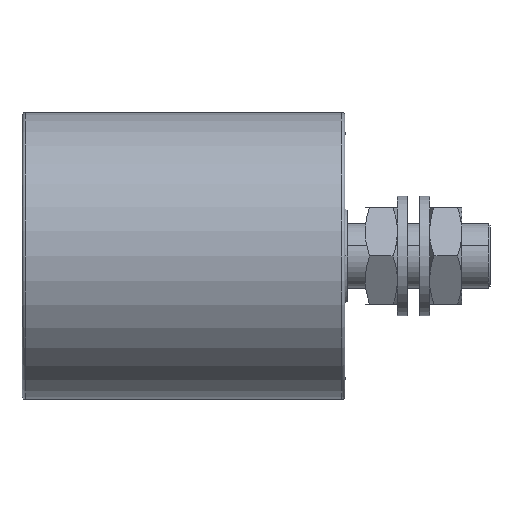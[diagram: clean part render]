
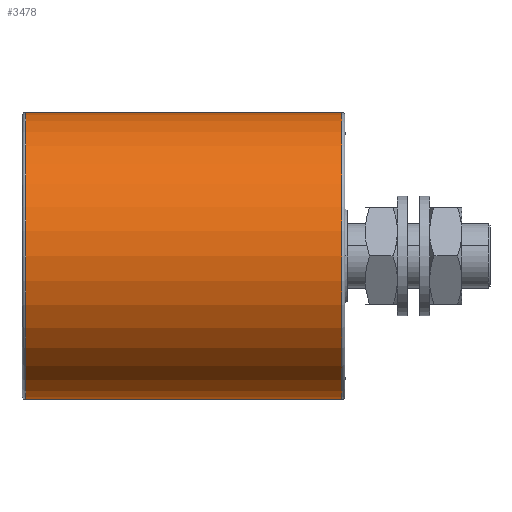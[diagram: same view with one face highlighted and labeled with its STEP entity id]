
A CAD part, front view. The second image highlights one B-rep face of the part: STEP entity #3478.
In plain terms, the highlighted cylindrical face has radius 44.5 mm (diameter 89 mm), a partial arc.
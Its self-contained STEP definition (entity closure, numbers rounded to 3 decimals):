
#212 = ORIENTED_EDGE ( 'NONE', *, *, #2146, .F. ) ;
#244 = DIRECTION ( 'NONE',  ( 0., 0., -1. ) ) ;
#303 = ORIENTED_EDGE ( 'NONE', *, *, #851, .T. ) ;
#345 = CYLINDRICAL_SURFACE ( 'NONE', #1757, 44.5 ) ;
#471 = CARTESIAN_POINT ( 'NONE',  ( 99., 0., -44.5 ) ) ;
#538 = VERTEX_POINT ( 'NONE', #1885 ) ;
#683 = DIRECTION ( 'NONE',  ( -1., 0., 0. ) ) ;
#695 = DIRECTION ( 'NONE',  ( -1., 0., 0. ) ) ;
#799 = CARTESIAN_POINT ( 'NONE',  ( 99., 0., 44.5 ) ) ;
#817 = CARTESIAN_POINT ( 'NONE',  ( 100., 0., -44.5 ) ) ;
#819 = ORIENTED_EDGE ( 'NONE', *, *, #3556, .T. ) ;
#850 = CARTESIAN_POINT ( 'NONE',  ( 99., 0., 0. ) ) ;
#851 = EDGE_CURVE ( 'NONE', #538, #2373, #1846, .T. ) ;
#893 = LINE ( 'NONE', #928, #2153 ) ;
#928 = CARTESIAN_POINT ( 'NONE',  ( 100., 0., 44.5 ) ) ;
#982 = CARTESIAN_POINT ( 'NONE',  ( 100., 0., 0. ) ) ;
#1024 = DIRECTION ( 'NONE',  ( 1., 0., 0. ) ) ;
#1334 = CARTESIAN_POINT ( 'NONE',  ( 1., 0., 0. ) ) ;
#1757 = AXIS2_PLACEMENT_3D ( 'NONE', #982, #683, #2551 ) ;
#1794 = DIRECTION ( 'NONE',  ( -1., 0., 0. ) ) ;
#1846 = CIRCLE ( 'NONE', #2377, 44.5 ) ;
#1859 = DIRECTION ( 'NONE',  ( 0., 0., -1. ) ) ;
#1885 = CARTESIAN_POINT ( 'NONE',  ( 1., 0., 44.5 ) ) ;
#2137 = LINE ( 'NONE', #817, #3855 ) ;
#2146 = EDGE_CURVE ( 'NONE', #3522, #2373, #2137, .T. ) ;
#2153 = VECTOR ( 'NONE', #695, 1000. ) ;
#2199 = EDGE_CURVE ( 'NONE', #3166, #538, #893, .T. ) ;
#2291 = CIRCLE ( 'NONE', #3308, 44.5 ) ;
#2373 = VERTEX_POINT ( 'NONE', #3564 ) ;
#2377 = AXIS2_PLACEMENT_3D ( 'NONE', #1334, #1024, #1859 ) ;
#2535 = EDGE_LOOP ( 'NONE', ( #212, #819, #3970, #303 ) ) ;
#2551 = DIRECTION ( 'NONE',  ( 0., 0., 1. ) ) ;
#3166 = VERTEX_POINT ( 'NONE', #799 ) ;
#3308 = AXIS2_PLACEMENT_3D ( 'NONE', #850, #1794, #244 ) ;
#3478 = ADVANCED_FACE ( 'NONE', ( #3658 ), #345, .T. ) ;
#3522 = VERTEX_POINT ( 'NONE', #471 ) ;
#3556 = EDGE_CURVE ( 'NONE', #3522, #3166, #2291, .T. ) ;
#3564 = CARTESIAN_POINT ( 'NONE',  ( 1., 0., -44.5 ) ) ;
#3587 = DIRECTION ( 'NONE',  ( -1., 0., 0. ) ) ;
#3658 = FACE_OUTER_BOUND ( 'NONE', #2535, .T. ) ;
#3855 = VECTOR ( 'NONE', #3587, 1000. ) ;
#3970 = ORIENTED_EDGE ( 'NONE', *, *, #2199, .T. ) ;
